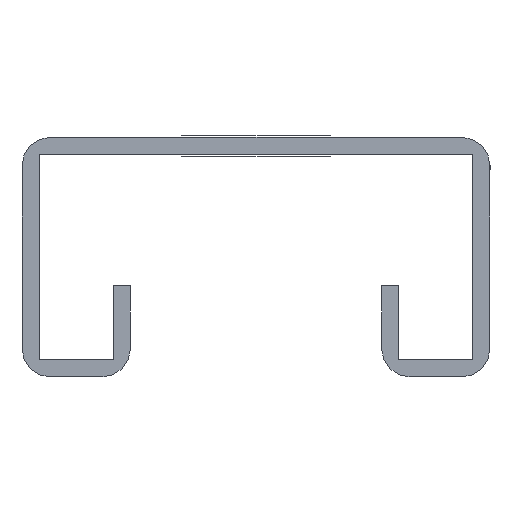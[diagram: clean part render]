
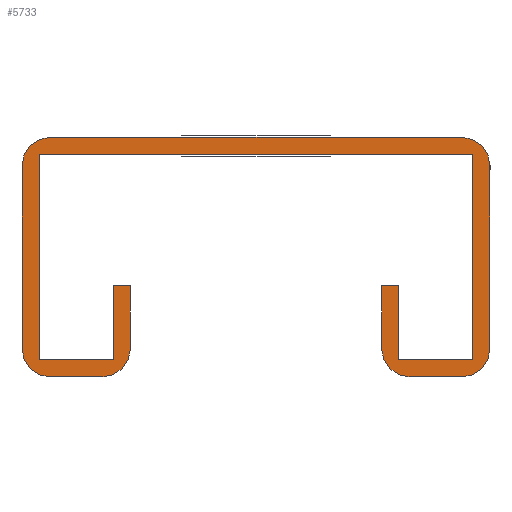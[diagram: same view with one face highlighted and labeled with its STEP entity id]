
A CAD part, left-side view. The second image highlights one B-rep face of the part: STEP entity #5733.
In plain terms, the highlighted planar face has unit normal (-1, 0, 0).
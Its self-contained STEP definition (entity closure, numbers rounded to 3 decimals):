
#388=CIRCLE('',#5886,2.5);
#389=CIRCLE('',#5887,2.5);
#390=CIRCLE('',#5888,2.5);
#391=CIRCLE('',#5889,2.5);
#392=CIRCLE('',#5890,2.5);
#393=CIRCLE('',#5891,2.5);
#637=FACE_OUTER_BOUND('',#781,.T.);
#781=EDGE_LOOP('',(#4530,#4531,#4532,#4533,#4534,#4535,#4536,#4537,#4538,
#4539,#4540,#4541,#4542,#4543,#4544,#4545,#4546,#4547,#4548,#4549,#4550,
#4551));
#924=LINE('',#7848,#1698);
#943=LINE('',#7897,#1717);
#944=LINE('',#7900,#1718);
#945=LINE('',#7902,#1719);
#946=LINE('',#7904,#1720);
#947=LINE('',#7908,#1721);
#948=LINE('',#7912,#1722);
#949=LINE('',#7916,#1723);
#950=LINE('',#7920,#1724);
#951=LINE('',#7924,#1725);
#952=LINE('',#7928,#1726);
#953=LINE('',#7930,#1727);
#954=LINE('',#7931,#1728);
#955=LINE('',#7933,#1729);
#956=LINE('',#7935,#1730);
#957=LINE('',#7936,#1731);
#1698=VECTOR('',#6278,1.);
#1717=VECTOR('',#6313,1.);
#1718=VECTOR('',#6316,1.);
#1719=VECTOR('',#6317,1.);
#1720=VECTOR('',#6318,1.);
#1721=VECTOR('',#6321,1.);
#1722=VECTOR('',#6324,1.);
#1723=VECTOR('',#6327,1.);
#1724=VECTOR('',#6330,1.);
#1725=VECTOR('',#6333,1.);
#1726=VECTOR('',#6336,1.);
#1727=VECTOR('',#6337,1.);
#1728=VECTOR('',#6338,1.);
#1729=VECTOR('',#6339,1.);
#1730=VECTOR('',#6340,1.);
#1731=VECTOR('',#6341,1.);
#2472=VERTEX_POINT('',#7845);
#2473=VERTEX_POINT('',#7847);
#2494=VERTEX_POINT('',#7893);
#2495=VERTEX_POINT('',#7895);
#2496=VERTEX_POINT('',#7899);
#2497=VERTEX_POINT('',#7901);
#2498=VERTEX_POINT('',#7903);
#2499=VERTEX_POINT('',#7905);
#2500=VERTEX_POINT('',#7907);
#2501=VERTEX_POINT('',#7909);
#2502=VERTEX_POINT('',#7911);
#2503=VERTEX_POINT('',#7913);
#2504=VERTEX_POINT('',#7915);
#2505=VERTEX_POINT('',#7917);
#2506=VERTEX_POINT('',#7919);
#2507=VERTEX_POINT('',#7921);
#2508=VERTEX_POINT('',#7923);
#2509=VERTEX_POINT('',#7925);
#2510=VERTEX_POINT('',#7927);
#2511=VERTEX_POINT('',#7929);
#2512=VERTEX_POINT('',#7932);
#2513=VERTEX_POINT('',#7934);
#3476=EDGE_CURVE('',#2473,#2472,#924,.T.);
#3501=EDGE_CURVE('',#2494,#2495,#943,.T.);
#3502=EDGE_CURVE('',#2472,#2496,#944,.T.);
#3503=EDGE_CURVE('',#2497,#2496,#945,.T.);
#3504=EDGE_CURVE('',#2498,#2497,#946,.T.);
#3505=EDGE_CURVE('',#2499,#2498,#388,.T.);
#3506=EDGE_CURVE('',#2500,#2499,#947,.T.);
#3507=EDGE_CURVE('',#2501,#2500,#389,.T.);
#3508=EDGE_CURVE('',#2502,#2501,#948,.T.);
#3509=EDGE_CURVE('',#2503,#2502,#390,.T.);
#3510=EDGE_CURVE('',#2504,#2503,#949,.T.);
#3511=EDGE_CURVE('',#2505,#2504,#391,.T.);
#3512=EDGE_CURVE('',#2506,#2505,#950,.T.);
#3513=EDGE_CURVE('',#2507,#2506,#392,.T.);
#3514=EDGE_CURVE('',#2508,#2507,#951,.T.);
#3515=EDGE_CURVE('',#2509,#2508,#393,.T.);
#3516=EDGE_CURVE('',#2510,#2509,#952,.T.);
#3517=EDGE_CURVE('',#2510,#2511,#953,.T.);
#3518=EDGE_CURVE('',#2511,#2494,#954,.T.);
#3519=EDGE_CURVE('',#2495,#2512,#955,.T.);
#3520=EDGE_CURVE('',#2512,#2513,#956,.T.);
#3521=EDGE_CURVE('',#2513,#2473,#957,.T.);
#4530=ORIENTED_EDGE('',*,*,#3502,.T.);
#4531=ORIENTED_EDGE('',*,*,#3503,.F.);
#4532=ORIENTED_EDGE('',*,*,#3504,.F.);
#4533=ORIENTED_EDGE('',*,*,#3505,.F.);
#4534=ORIENTED_EDGE('',*,*,#3506,.F.);
#4535=ORIENTED_EDGE('',*,*,#3507,.F.);
#4536=ORIENTED_EDGE('',*,*,#3508,.F.);
#4537=ORIENTED_EDGE('',*,*,#3509,.F.);
#4538=ORIENTED_EDGE('',*,*,#3510,.F.);
#4539=ORIENTED_EDGE('',*,*,#3511,.F.);
#4540=ORIENTED_EDGE('',*,*,#3512,.F.);
#4541=ORIENTED_EDGE('',*,*,#3513,.F.);
#4542=ORIENTED_EDGE('',*,*,#3514,.F.);
#4543=ORIENTED_EDGE('',*,*,#3515,.F.);
#4544=ORIENTED_EDGE('',*,*,#3516,.F.);
#4545=ORIENTED_EDGE('',*,*,#3517,.T.);
#4546=ORIENTED_EDGE('',*,*,#3518,.T.);
#4547=ORIENTED_EDGE('',*,*,#3501,.T.);
#4548=ORIENTED_EDGE('',*,*,#3519,.T.);
#4549=ORIENTED_EDGE('',*,*,#3520,.T.);
#4550=ORIENTED_EDGE('',*,*,#3521,.T.);
#4551=ORIENTED_EDGE('',*,*,#3476,.T.);
#5595=PLANE('',#5885);
#5733=ADVANCED_FACE('',(#637),#5595,.F.);
#5885=AXIS2_PLACEMENT_3D('',#7898,#6314,#6315);
#5886=AXIS2_PLACEMENT_3D('',#7906,#6319,#6320);
#5887=AXIS2_PLACEMENT_3D('',#7910,#6322,#6323);
#5888=AXIS2_PLACEMENT_3D('',#7914,#6325,#6326);
#5889=AXIS2_PLACEMENT_3D('',#7918,#6328,#6329);
#5890=AXIS2_PLACEMENT_3D('',#7922,#6331,#6332);
#5891=AXIS2_PLACEMENT_3D('',#7926,#6334,#6335);
#6278=DIRECTION('',(0.,1.,0.));
#6313=DIRECTION('',(0.,1.,0.));
#6314=DIRECTION('center_axis',(1.,0.,0.));
#6315=DIRECTION('ref_axis',(0.,0.,-1.));
#6316=DIRECTION('',(0.,0.,1.));
#6317=DIRECTION('',(0.,-1.,0.));
#6318=DIRECTION('',(0.,0.,1.));
#6319=DIRECTION('center_axis',(1.,0.,0.));
#6320=DIRECTION('ref_axis',(0.,0.707,-0.707));
#6321=DIRECTION('',(0.,1.,0.));
#6322=DIRECTION('center_axis',(1.,0.,0.));
#6323=DIRECTION('ref_axis',(0.,-0.707,-0.707));
#6324=DIRECTION('',(0.,0.,-1.));
#6325=DIRECTION('center_axis',(1.,0.,0.));
#6326=DIRECTION('ref_axis',(0.,-0.707,0.707));
#6327=DIRECTION('',(0.,-1.,0.));
#6328=DIRECTION('center_axis',(1.,0.,0.));
#6329=DIRECTION('ref_axis',(0.,0.707,0.707));
#6330=DIRECTION('',(0.,0.,1.));
#6331=DIRECTION('center_axis',(1.,0.,0.));
#6332=DIRECTION('ref_axis',(0.,0.707,-0.707));
#6333=DIRECTION('',(0.,1.,0.));
#6334=DIRECTION('center_axis',(1.,0.,0.));
#6335=DIRECTION('ref_axis',(0.,-0.707,-0.707));
#6336=DIRECTION('',(0.,0.,-1.));
#6337=DIRECTION('',(0.,1.,0.));
#6338=DIRECTION('',(0.,0.,-1.));
#6339=DIRECTION('',(0.,0.,1.));
#6340=DIRECTION('',(0.,-1.,0.));
#6341=DIRECTION('',(0.,0.,-1.));
#7845=CARTESIAN_POINT('',(31.429,45.137,21.521));
#7847=CARTESIAN_POINT('',(31.429,38.637,21.521));
#7848=CARTESIAN_POINT('',(31.429,49.762,21.521));
#7893=CARTESIAN_POINT('',(31.429,70.137,21.521));
#7895=CARTESIAN_POINT('',(31.429,76.637,21.521));
#7897=CARTESIAN_POINT('',(31.429,65.512,21.521));
#7898=CARTESIAN_POINT('Origin',(31.429,57.637,41.981));
#7899=CARTESIAN_POINT('',(31.429,45.137,28.021));
#7900=CARTESIAN_POINT('',(31.429,45.137,32.251));
#7901=CARTESIAN_POINT('',(31.429,46.637,28.021));
#7902=CARTESIAN_POINT('',(31.429,46.637,28.021));
#7903=CARTESIAN_POINT('',(31.429,46.637,22.521));
#7904=CARTESIAN_POINT('',(31.429,46.637,20.021));
#7905=CARTESIAN_POINT('',(31.429,44.137,20.021));
#7906=CARTESIAN_POINT('Origin',(31.429,44.137,22.521));
#7907=CARTESIAN_POINT('',(31.429,39.637,20.021));
#7908=CARTESIAN_POINT('',(31.429,37.137,20.021));
#7909=CARTESIAN_POINT('',(31.429,37.137,22.521));
#7910=CARTESIAN_POINT('Origin',(31.429,39.637,22.521));
#7911=CARTESIAN_POINT('',(31.429,37.137,38.521));
#7912=CARTESIAN_POINT('',(31.429,37.137,61.021));
#7913=CARTESIAN_POINT('',(31.429,39.637,41.021));
#7914=CARTESIAN_POINT('Origin',(31.429,39.637,38.521));
#7915=CARTESIAN_POINT('',(31.429,75.637,41.021));
#7916=CARTESIAN_POINT('',(31.429,78.137,41.021));
#7917=CARTESIAN_POINT('',(31.429,78.137,38.521));
#7918=CARTESIAN_POINT('Origin',(31.429,75.637,38.521));
#7919=CARTESIAN_POINT('',(31.429,78.137,22.521));
#7920=CARTESIAN_POINT('',(31.429,78.137,0.021));
#7921=CARTESIAN_POINT('',(31.429,75.637,20.021));
#7922=CARTESIAN_POINT('Origin',(31.429,75.637,22.521));
#7923=CARTESIAN_POINT('',(31.429,71.137,20.021));
#7924=CARTESIAN_POINT('',(31.429,68.637,20.021));
#7925=CARTESIAN_POINT('',(31.429,68.637,22.521));
#7926=CARTESIAN_POINT('Origin',(31.429,71.137,22.521));
#7927=CARTESIAN_POINT('',(31.429,68.637,28.021));
#7928=CARTESIAN_POINT('',(31.429,68.637,28.021));
#7929=CARTESIAN_POINT('',(31.429,70.137,28.021));
#7930=CARTESIAN_POINT('',(31.429,70.637,28.021));
#7931=CARTESIAN_POINT('',(31.429,70.137,32.251));
#7932=CARTESIAN_POINT('',(31.429,76.637,39.521));
#7933=CARTESIAN_POINT('',(31.429,76.637,32.251));
#7934=CARTESIAN_POINT('',(31.429,38.637,39.521));
#7935=CARTESIAN_POINT('',(31.429,48.637,39.521));
#7936=CARTESIAN_POINT('',(31.429,38.637,32.251));
